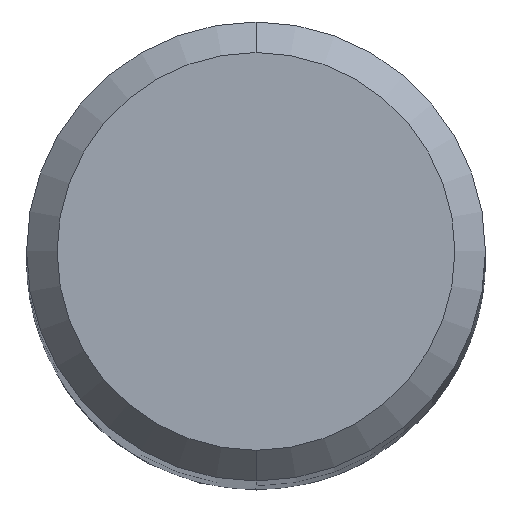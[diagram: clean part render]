
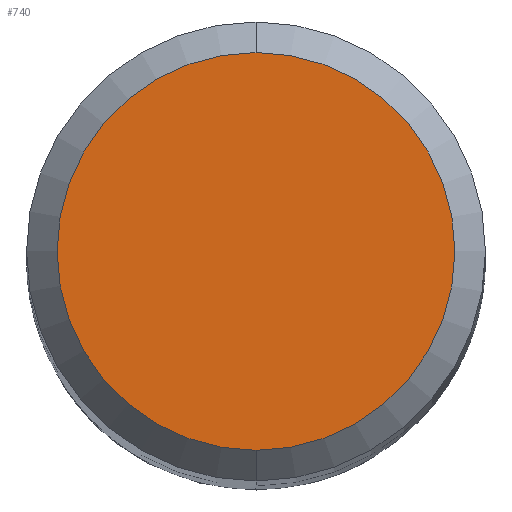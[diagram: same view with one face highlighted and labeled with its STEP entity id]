
A CAD part, top view. The second image highlights one B-rep face of the part: STEP entity #740.
In plain terms, the highlighted planar face has unit normal (0, 0, 1).
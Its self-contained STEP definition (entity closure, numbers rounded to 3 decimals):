
#276=VERTEX_POINT('',#773);
#350=VERTEX_POINT('',#852);
#440=EDGE_CURVE('',#350,#276,#952,.T.);
#678=EDGE_CURVE('',#276,#350,#1211,.T.);
#740=ADVANCED_FACE('',(#1281),#1282,.T.);
#773=CARTESIAN_POINT('',(0.,-2.6,0.0));
#852=CARTESIAN_POINT('',(0.0,2.6,0.0));
#952=CIRCLE('',#2444,2.6);
#1211=CIRCLE('',#3840,2.6);
#1281=FACE_OUTER_BOUND('',#4052,.T.);
#1282=PLANE('',#4053);
#2444=AXIS2_PLACEMENT_3D('',#4280,#4281,#4282);
#3840=AXIS2_PLACEMENT_3D('',#4580,#4581,#4582);
#4052=EDGE_LOOP('',(#4690,#4691));
#4053=AXIS2_PLACEMENT_3D('',#4692,#4693,#4694);
#4280=CARTESIAN_POINT('',(0.0,0.0,0.0));
#4281=DIRECTION('',(0.0,0.0,-1.0));
#4282=DIRECTION('',(0.0,1.0,0.0));
#4580=CARTESIAN_POINT('',(0.0,0.0,0.0));
#4581=DIRECTION('',(0.0,0.0,-1.0));
#4582=DIRECTION('',(0.0,1.0,0.0));
#4690=ORIENTED_EDGE('',*,*,#440,.F.);
#4691=ORIENTED_EDGE('',*,*,#678,.F.);
#4692=CARTESIAN_POINT('',(0.0,1.3,0.0));
#4693=DIRECTION('',(-0.0,0.0,1.0));
#4694=DIRECTION('',(0.0,-1.0,0.0));
